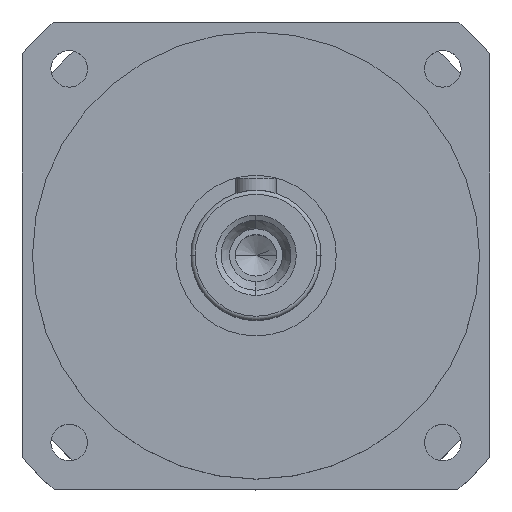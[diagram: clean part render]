
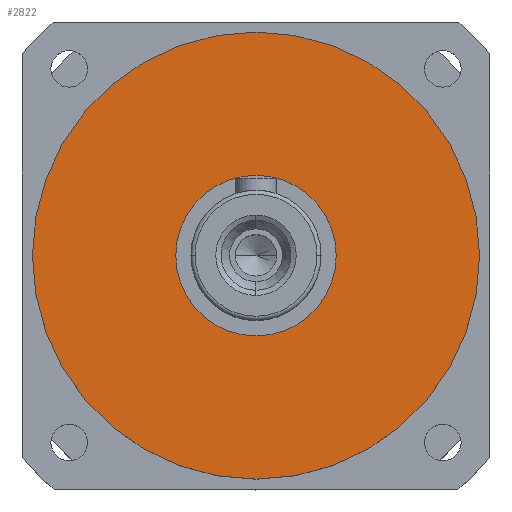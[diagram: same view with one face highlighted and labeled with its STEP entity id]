
A CAD part, top view. The second image highlights one B-rep face of the part: STEP entity #2822.
In plain terms, the highlighted planar face has unit normal (0, 0, 1).
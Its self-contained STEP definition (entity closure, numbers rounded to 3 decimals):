
#352 = DIRECTION ( 'NONE',  ( 0., 0., 1. ) ) ;
#442 = DIRECTION ( 'NONE',  ( 0., 0., 1. ) ) ;
#743 = AXIS2_PLACEMENT_3D ( 'NONE', #4236, #3949, #6474 ) ;
#797 = CIRCLE ( 'NONE', #743, 55. ) ;
#855 = CIRCLE ( 'NONE', #5978, 55. ) ;
#1128 = CARTESIAN_POINT ( 'NONE',  ( -55., 0., 79.5 ) ) ;
#1698 = ORIENTED_EDGE ( 'NONE', *, *, #3468, .T. ) ;
#1876 = ORIENTED_EDGE ( 'NONE', *, *, #4554, .T. ) ;
#2473 = AXIS2_PLACEMENT_3D ( 'NONE', #7454, #442, #4081 ) ;
#2822 = ADVANCED_FACE ( 'NONE', ( #4745 ), #7306, .T. ) ;
#3468 = EDGE_CURVE ( 'NONE', #7165, #4277, #797, .T. ) ;
#3533 = EDGE_LOOP ( 'NONE', ( #1876, #1698 ) ) ;
#3548 = CARTESIAN_POINT ( 'NONE',  ( 0., 0., 79.5 ) ) ;
#3949 = DIRECTION ( 'NONE',  ( 0., 0., 1. ) ) ;
#4081 = DIRECTION ( 'NONE',  ( 1., 0., 0. ) ) ;
#4236 = CARTESIAN_POINT ( 'NONE',  ( 0., 0., 79.5 ) ) ;
#4277 = VERTEX_POINT ( 'NONE', #1128 ) ;
#4554 = EDGE_CURVE ( 'NONE', #4277, #7165, #855, .T. ) ;
#4745 = FACE_OUTER_BOUND ( 'NONE', #3533, .T. ) ;
#5112 = DIRECTION ( 'NONE',  ( 1., 0., 0. ) ) ;
#5978 = AXIS2_PLACEMENT_3D ( 'NONE', #3548, #352, #5112 ) ;
#6474 = DIRECTION ( 'NONE',  ( 1., 0., 0. ) ) ;
#7107 = CARTESIAN_POINT ( 'NONE',  ( 55., 0., 79.5 ) ) ;
#7165 = VERTEX_POINT ( 'NONE', #7107 ) ;
#7306 = PLANE ( 'NONE',  #2473 ) ;
#7454 = CARTESIAN_POINT ( 'NONE',  ( 0., 0., 79.5 ) ) ;
